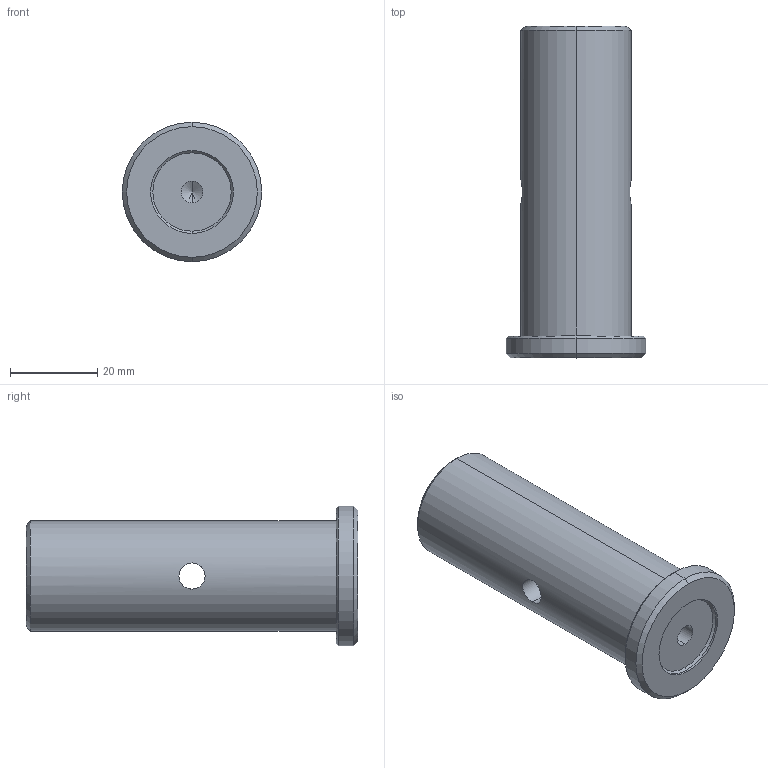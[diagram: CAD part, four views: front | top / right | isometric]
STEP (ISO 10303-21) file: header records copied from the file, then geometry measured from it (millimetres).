
FILE_DESCRIPTION (( 'STEP AP214' ), '1' );
FILE_NAME ('523853.STEP', '2019-10-15T07:55:12', ( 'user' ), ( '微软中国' ), 'SwSTEP 2.0', 'SolidWorks 2016', '' );
FILE_SCHEMA (( 'AUTOMOTIVE_DESIGN' ));
Length unit declared in the file: millimetre
Products named in the file (1): 523853
Bounding box: 32 x 76.2 x 32 mm (x, y, z)
Volume: 38419.4 mm3; surface area: 8492.9 mm2
Topology: 1 solids, 1 shells, 33 faces, 70 edges, 40 vertices
Faces by surface type: cylinder 14, cone 14, plane 5
Entity records: 1012 total; most frequent: CARTESIAN_POINT 264, DIRECTION 164, ORIENTED_EDGE 132, AXIS2_PLACEMENT_3D 68, EDGE_CURVE 66, VERTEX_POINT 40, EDGE_LOOP 40, CIRCLE 34
